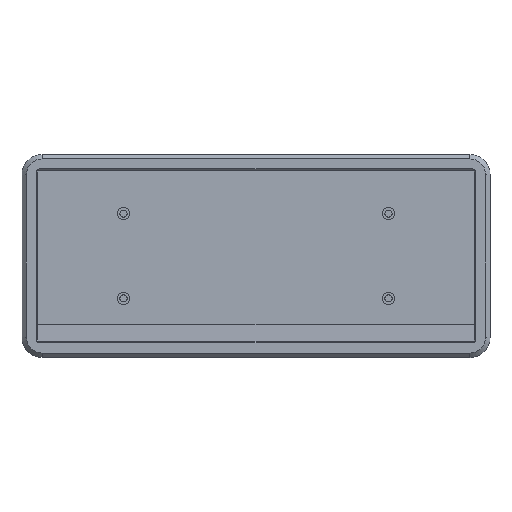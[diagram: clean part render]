
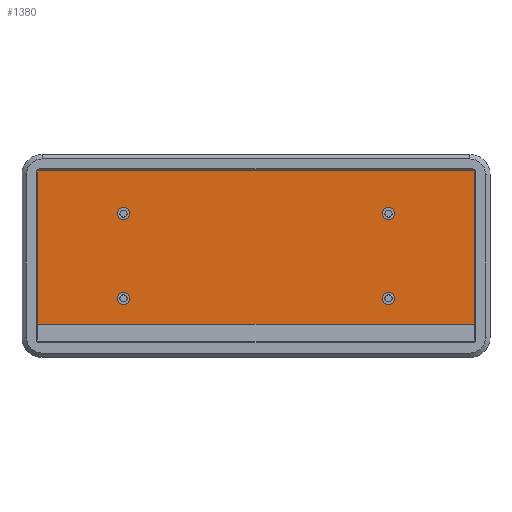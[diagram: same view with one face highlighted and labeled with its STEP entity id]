
A CAD part, top view. The second image highlights one B-rep face of the part: STEP entity #1380.
In plain terms, the highlighted planar face has unit normal (0, 0, 1).
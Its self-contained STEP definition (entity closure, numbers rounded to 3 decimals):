
#59=FACE_BOUND('',#237,.T.);
#60=FACE_BOUND('',#238,.T.);
#61=FACE_BOUND('',#239,.T.);
#62=FACE_BOUND('',#240,.T.);
#82=PLANE('',#1514);
#142=FACE_OUTER_BOUND('',#236,.T.);
#236=EDGE_LOOP('',(#1060,#1061,#1062,#1063,#1064,#1065,#1066,#1067,#1068,
#1069));
#237=EDGE_LOOP('',(#1070));
#238=EDGE_LOOP('',(#1071));
#239=EDGE_LOOP('',(#1072));
#240=EDGE_LOOP('',(#1073));
#336=LINE('',#2140,#463);
#339=LINE('',#2150,#466);
#340=LINE('',#2152,#467);
#341=LINE('',#2156,#468);
#342=LINE('',#2158,#469);
#343=LINE('',#2160,#470);
#344=LINE('',#2164,#471);
#345=LINE('',#2165,#472);
#463=VECTOR('',#1755,10.);
#466=VECTOR('',#1764,10.);
#467=VECTOR('',#1765,10.);
#468=VECTOR('',#1768,10.);
#469=VECTOR('',#1769,10.);
#470=VECTOR('',#1770,10.);
#471=VECTOR('',#1773,10.);
#472=VECTOR('',#1774,10.);
#557=CIRCLE('',#1465,2.75);
#559=CIRCLE('',#1469,2.75);
#561=CIRCLE('',#1473,2.75);
#563=CIRCLE('',#1477,2.75);
#581=CIRCLE('',#1515,1.);
#582=CIRCLE('',#1516,1.);
#611=VERTEX_POINT('',#2015);
#613=VERTEX_POINT('',#2022);
#615=VERTEX_POINT('',#2029);
#617=VERTEX_POINT('',#2036);
#650=VERTEX_POINT('',#2137);
#651=VERTEX_POINT('',#2139);
#655=VERTEX_POINT('',#2149);
#656=VERTEX_POINT('',#2151);
#657=VERTEX_POINT('',#2153);
#658=VERTEX_POINT('',#2155);
#659=VERTEX_POINT('',#2157);
#660=VERTEX_POINT('',#2159);
#661=VERTEX_POINT('',#2161);
#662=VERTEX_POINT('',#2163);
#737=EDGE_CURVE('',#611,#611,#557,.T.);
#740=EDGE_CURVE('',#613,#613,#559,.T.);
#743=EDGE_CURVE('',#615,#615,#561,.T.);
#746=EDGE_CURVE('',#617,#617,#563,.T.);
#796=EDGE_CURVE('',#651,#650,#336,.T.);
#801=EDGE_CURVE('',#655,#650,#339,.T.);
#802=EDGE_CURVE('',#655,#656,#340,.T.);
#803=EDGE_CURVE('',#656,#657,#581,.T.);
#804=EDGE_CURVE('',#657,#658,#341,.T.);
#805=EDGE_CURVE('',#658,#659,#342,.T.);
#806=EDGE_CURVE('',#659,#660,#343,.T.);
#807=EDGE_CURVE('',#660,#661,#582,.T.);
#808=EDGE_CURVE('',#661,#662,#344,.T.);
#809=EDGE_CURVE('',#662,#651,#345,.T.);
#1060=ORIENTED_EDGE('',*,*,#796,.T.);
#1061=ORIENTED_EDGE('',*,*,#801,.F.);
#1062=ORIENTED_EDGE('',*,*,#802,.T.);
#1063=ORIENTED_EDGE('',*,*,#803,.T.);
#1064=ORIENTED_EDGE('',*,*,#804,.T.);
#1065=ORIENTED_EDGE('',*,*,#805,.T.);
#1066=ORIENTED_EDGE('',*,*,#806,.T.);
#1067=ORIENTED_EDGE('',*,*,#807,.T.);
#1068=ORIENTED_EDGE('',*,*,#808,.T.);
#1069=ORIENTED_EDGE('',*,*,#809,.T.);
#1070=ORIENTED_EDGE('',*,*,#737,.T.);
#1071=ORIENTED_EDGE('',*,*,#740,.T.);
#1072=ORIENTED_EDGE('',*,*,#743,.T.);
#1073=ORIENTED_EDGE('',*,*,#746,.T.);
#1380=ADVANCED_FACE('',(#142,#59,#60,#61,#62),#82,.F.);
#1465=AXIS2_PLACEMENT_3D('',#2016,#1624,#1625);
#1469=AXIS2_PLACEMENT_3D('',#2023,#1633,#1634);
#1473=AXIS2_PLACEMENT_3D('',#2030,#1642,#1643);
#1477=AXIS2_PLACEMENT_3D('',#2037,#1651,#1652);
#1514=AXIS2_PLACEMENT_3D('',#2148,#1762,#1763);
#1515=AXIS2_PLACEMENT_3D('',#2154,#1766,#1767);
#1516=AXIS2_PLACEMENT_3D('',#2162,#1771,#1772);
#1624=DIRECTION('center_axis',(0.,0.,-1.));
#1625=DIRECTION('ref_axis',(1.,0.,0.));
#1633=DIRECTION('center_axis',(0.,0.,-1.));
#1634=DIRECTION('ref_axis',(1.,0.,0.));
#1642=DIRECTION('center_axis',(0.,0.,-1.));
#1643=DIRECTION('ref_axis',(1.,0.,0.));
#1651=DIRECTION('center_axis',(0.,0.,-1.));
#1652=DIRECTION('ref_axis',(1.,0.,0.));
#1755=DIRECTION('',(-1.,0.,0.));
#1762=DIRECTION('center_axis',(0.,0.,-1.));
#1763=DIRECTION('ref_axis',(1.,0.,0.));
#1764=DIRECTION('',(0.,1.,0.));
#1765=DIRECTION('',(-1.,0.,0.));
#1766=DIRECTION('center_axis',(0.,0.,1.));
#1767=DIRECTION('ref_axis',(-0.707,0.707,0.));
#1768=DIRECTION('',(0.,-1.,0.));
#1769=DIRECTION('',(1.,0.,0.));
#1770=DIRECTION('',(0.,1.,0.));
#1771=DIRECTION('center_axis',(0.,0.,1.));
#1772=DIRECTION('ref_axis',(0.707,0.707,0.));
#1773=DIRECTION('',(-1.,0.,0.));
#1774=DIRECTION('',(0.,1.,0.));
#2015=CARTESIAN_POINT('',(35.35,19.05,-3.46));
#2016=CARTESIAN_POINT('Origin',(38.1,19.05,-3.46));
#2022=CARTESIAN_POINT('',(154.413,57.15,-3.46));
#2023=CARTESIAN_POINT('Origin',(157.163,57.15,-3.46));
#2029=CARTESIAN_POINT('',(35.35,57.15,-3.46));
#2030=CARTESIAN_POINT('Origin',(38.1,57.15,-3.46));
#2036=CARTESIAN_POINT('',(154.413,19.05,-3.46));
#2037=CARTESIAN_POINT('Origin',(157.163,19.05,-3.46));
#2137=CARTESIAN_POINT('',(180.182,79.698,-3.46));
#2139=CARTESIAN_POINT('',(186.532,79.698,-3.46));
#2140=CARTESIAN_POINT('',(140.494,79.698,-3.46));
#2148=CARTESIAN_POINT('Origin',(97.632,38.1,-3.46));
#2149=CARTESIAN_POINT('',(180.182,76.7,-3.46));
#2150=CARTESIAN_POINT('',(180.182,76.7,-3.46));
#2151=CARTESIAN_POINT('',(0.5,76.7,-3.46));
#2152=CARTESIAN_POINT('',(146.697,76.7,-3.46));
#2153=CARTESIAN_POINT('',(-0.5,75.7,-3.46));
#2154=CARTESIAN_POINT('Origin',(0.5,75.7,-3.46));
#2155=CARTESIAN_POINT('',(-0.5,7.495,-3.46));
#2156=CARTESIAN_POINT('',(-0.5,57.4,-3.46));
#2157=CARTESIAN_POINT('',(195.763,7.495,-3.46));
#2158=CARTESIAN_POINT('',(97.632,7.495,-3.46));
#2159=CARTESIAN_POINT('',(195.763,75.7,-3.46));
#2160=CARTESIAN_POINT('',(195.763,18.8,-3.46));
#2161=CARTESIAN_POINT('',(194.763,76.7,-3.46));
#2162=CARTESIAN_POINT('Origin',(194.763,75.7,-3.46));
#2163=CARTESIAN_POINT('',(186.532,76.7,-3.46));
#2164=CARTESIAN_POINT('',(146.697,76.7,-3.46));
#2165=CARTESIAN_POINT('',(186.532,76.7,-3.46));
